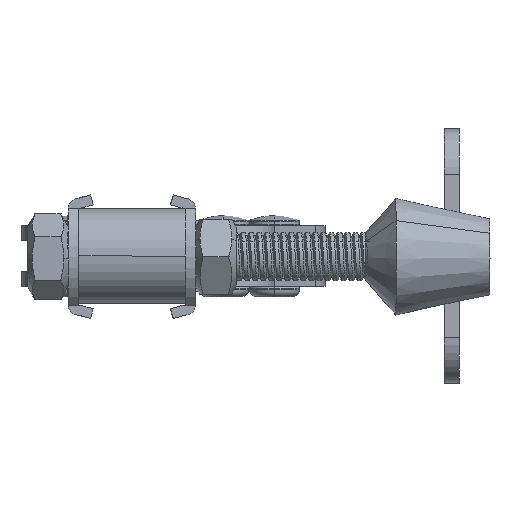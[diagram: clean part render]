
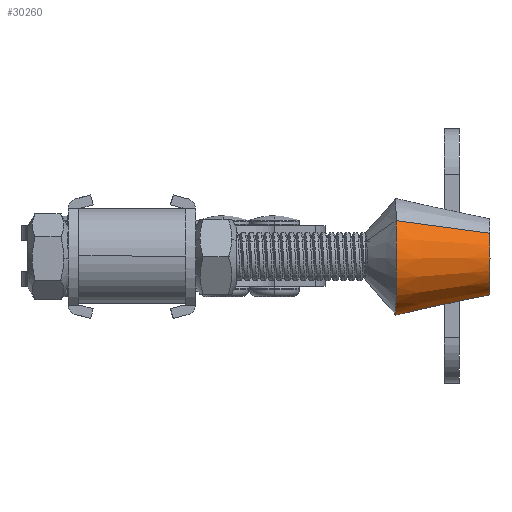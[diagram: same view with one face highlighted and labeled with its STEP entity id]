
A CAD part, left-side view. The second image highlights one B-rep face of the part: STEP entity #30260.
In plain terms, the highlighted conical face has half-angle 12.2 degrees and reference radius 11.5 mm.
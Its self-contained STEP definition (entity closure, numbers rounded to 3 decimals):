
#2084 = CARTESIAN_POINT ( 'NONE',  ( -11.5, 0., 9.5 ) ) ;
#2343 = CARTESIAN_POINT ( 'NONE',  ( 11.5, 0., 9.5 ) ) ;
#2522 = EDGE_CURVE ( 'NONE', #42999, #40301, #38274, .T. ) ;
#3070 = ORIENTED_EDGE ( 'NONE', *, *, #29212, .F. ) ;
#3120 = ORIENTED_EDGE ( 'NONE', *, *, #6623, .T. ) ;
#3973 = VERTEX_POINT ( 'NONE', #24592 ) ;
#4078 = VECTOR ( 'NONE', #15184, 1000. ) ;
#6623 = EDGE_CURVE ( 'NONE', #42999, #3973, #31239, .T. ) ;
#7596 = VERTEX_POINT ( 'NONE', #2084 ) ;
#7917 = CONICAL_SURFACE ( 'NONE', #32358, 11.5, 0.213 ) ;
#9448 = ORIENTED_EDGE ( 'NONE', *, *, #35499, .T. ) ;
#9879 = EDGE_LOOP ( 'NONE', ( #3070, #23800, #3120, #9448 ) ) ;
#10958 = DIRECTION ( 'NONE',  ( 0., 0., -1. ) ) ;
#15184 = DIRECTION ( 'NONE',  ( -0.211, 0., 0.977 ) ) ;
#16494 = DIRECTION ( 'NONE',  ( 0., 0., 1. ) ) ;
#17997 = CARTESIAN_POINT ( 'NONE',  ( 7.5, 0., -9. ) ) ;
#18133 = DIRECTION ( 'NONE',  ( 0., 0., -1. ) ) ;
#19852 = DIRECTION ( 'NONE',  ( 0.211, 0., 0.977 ) ) ;
#20619 = AXIS2_PLACEMENT_3D ( 'NONE', #39287, #18133, #42848 ) ;
#23800 = ORIENTED_EDGE ( 'NONE', *, *, #2522, .F. ) ;
#24592 = CARTESIAN_POINT ( 'NONE',  ( 11.5, 0., 9.5 ) ) ;
#27711 = FACE_OUTER_BOUND ( 'NONE', #9879, .T. ) ;
#29212 = EDGE_CURVE ( 'NONE', #40301, #7596, #32214, .T. ) ;
#30260 = ADVANCED_FACE ( 'NONE', ( #27711 ), #7917, .T. ) ;
#31239 = LINE ( 'NONE', #2343, #39535 ) ;
#31908 = CARTESIAN_POINT ( 'NONE',  ( -7.5, 0., -9. ) ) ;
#32064 = CARTESIAN_POINT ( 'NONE',  ( 0., 0., -9. ) ) ;
#32214 = LINE ( 'NONE', #43271, #4078 ) ;
#32358 = AXIS2_PLACEMENT_3D ( 'NONE', #37639, #16494, #41206 ) ;
#34015 = AXIS2_PLACEMENT_3D ( 'NONE', #32064, #10958, #35614 ) ;
#35499 = EDGE_CURVE ( 'NONE', #3973, #7596, #37966, .T. ) ;
#35614 = DIRECTION ( 'NONE',  ( -1., 0., 0. ) ) ;
#37639 = CARTESIAN_POINT ( 'NONE',  ( 0., 0., 9.5 ) ) ;
#37966 = CIRCLE ( 'NONE', #20619, 11.5 ) ;
#38274 = CIRCLE ( 'NONE', #34015, 7.5 ) ;
#39287 = CARTESIAN_POINT ( 'NONE',  ( 0., 0., 9.5 ) ) ;
#39535 = VECTOR ( 'NONE', #19852, 1000. ) ;
#40301 = VERTEX_POINT ( 'NONE', #31908 ) ;
#41206 = DIRECTION ( 'NONE',  ( 1., 0., 0. ) ) ;
#42848 = DIRECTION ( 'NONE',  ( -1., 0., 0. ) ) ;
#42999 = VERTEX_POINT ( 'NONE', #17997 ) ;
#43271 = CARTESIAN_POINT ( 'NONE',  ( -11.5, 0., 9.5 ) ) ;
